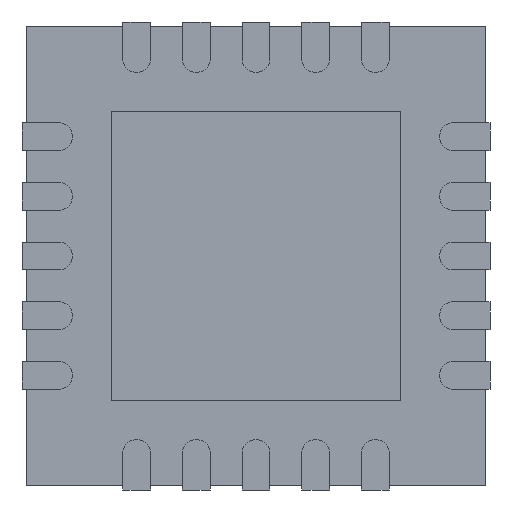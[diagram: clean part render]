
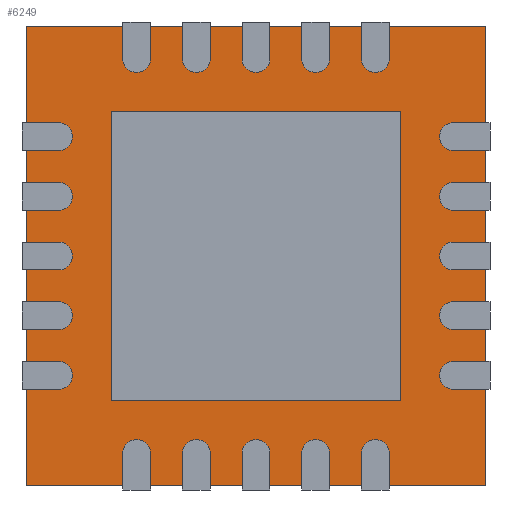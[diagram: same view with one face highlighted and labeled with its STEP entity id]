
A CAD part, front view. The second image highlights one B-rep face of the part: STEP entity #6249.
In plain terms, the highlighted planar face has unit normal (0, -1, 0).
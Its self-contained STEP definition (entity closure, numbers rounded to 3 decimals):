
#6058 = CARTESIAN_POINT ( 'NONE',  ( -2.5, 0.05, -2.5 ) ) ;
#6059 = VERTEX_POINT ( 'NONE', #6058 ) ;
#6060 = CARTESIAN_POINT ( 'NONE',  ( -2.5, 0.05, 2.5 ) ) ;
#6061 = VERTEX_POINT ( 'NONE', #6060 ) ;
#6062 = CARTESIAN_POINT ( 'NONE',  ( -2.5, 0.05, 2.5 ) ) ;
#6063 = DIRECTION ( 'NONE',  ( 0., 0., 1. ) ) ;
#6064 = VECTOR ( 'NONE', #6063, 1000. ) ;
#6065 = LINE ( 'NONE', #6062, #6064 ) ;
#6066 = EDGE_CURVE ( 'NONE', #6059, #6061, #6065, .T. ) ;
#6098 = CARTESIAN_POINT ( 'NONE',  ( 2.5, 0.05, 2.5 ) ) ;
#6099 = VERTEX_POINT ( 'NONE', #6098 ) ;
#6100 = CARTESIAN_POINT ( 'NONE',  ( 2.5, 0.05, 2.5 ) ) ;
#6101 = DIRECTION ( 'NONE',  ( 1., 0., 0. ) ) ;
#6102 = VECTOR ( 'NONE', #6101, 1000. ) ;
#6103 = LINE ( 'NONE', #6100, #6102 ) ;
#6104 = EDGE_CURVE ( 'NONE', #6061, #6099, #6103, .T. ) ;
#6129 = CARTESIAN_POINT ( 'NONE',  ( 2.5, 0.05, -2.5 ) ) ;
#6130 = VERTEX_POINT ( 'NONE', #6129 ) ;
#6131 = CARTESIAN_POINT ( 'NONE',  ( 2.5, 0.05, 2.5 ) ) ;
#6132 = DIRECTION ( 'NONE',  ( 0., 0., -1. ) ) ;
#6133 = VECTOR ( 'NONE', #6132, 1000. ) ;
#6134 = LINE ( 'NONE', #6131, #6133 ) ;
#6135 = EDGE_CURVE ( 'NONE', #6099, #6130, #6134, .T. ) ;
#6160 = CARTESIAN_POINT ( 'NONE',  ( 2.5, 0.05, -2.5 ) ) ;
#6161 = DIRECTION ( 'NONE',  ( -1., 0., 0. ) ) ;
#6162 = VECTOR ( 'NONE', #6161, 1000. ) ;
#6163 = LINE ( 'NONE', #6160, #6162 ) ;
#6164 = EDGE_CURVE ( 'NONE', #6130, #6059, #6163, .T. ) ;
#6204 = CARTESIAN_POINT ( 'NONE',  ( 1.575, 0.05, -1.575 ) ) ;
#6205 = VERTEX_POINT ( 'NONE', #6204 ) ;
#6206 = CARTESIAN_POINT ( 'NONE',  ( 1.575, 0.05, 1.575 ) ) ;
#6207 = VERTEX_POINT ( 'NONE', #6206 ) ;
#6208 = CARTESIAN_POINT ( 'NONE',  ( 1.575, 0.05, -1.575 ) ) ;
#6209 = DIRECTION ( 'NONE',  ( 0., 0., 1. ) ) ;
#6210 = VECTOR ( 'NONE', #6209, 1000. ) ;
#6211 = LINE ( 'NONE', #6208, #6210 ) ;
#6212 = EDGE_CURVE ( 'NONE', #6205, #6207, #6211, .T. ) ;
#6213 = ORIENTED_EDGE ( 'NONE', *, *, #6212, .F. ) ;
#6214 = CARTESIAN_POINT ( 'NONE',  ( -1.575, 0.05, -1.575 ) ) ;
#6215 = VERTEX_POINT ( 'NONE', #6214 ) ;
#6216 = CARTESIAN_POINT ( 'NONE',  ( -1.575, 0.05, -1.575 ) ) ;
#6217 = DIRECTION ( 'NONE',  ( 1., 0., 0. ) ) ;
#6218 = VECTOR ( 'NONE', #6217, 1000. ) ;
#6219 = LINE ( 'NONE', #6216, #6218 ) ;
#6220 = EDGE_CURVE ( 'NONE', #6215, #6205, #6219, .T. ) ;
#6221 = ORIENTED_EDGE ( 'NONE', *, *, #6220, .F. ) ;
#6222 = CARTESIAN_POINT ( 'NONE',  ( -1.575, 0.05, 1.575 ) ) ;
#6223 = VERTEX_POINT ( 'NONE', #6222 ) ;
#6224 = CARTESIAN_POINT ( 'NONE',  ( -1.575, 0.05, -1.575 ) ) ;
#6225 = DIRECTION ( 'NONE',  ( 0., 0., -1. ) ) ;
#6226 = VECTOR ( 'NONE', #6225, 1000. ) ;
#6227 = LINE ( 'NONE', #6224, #6226 ) ;
#6228 = EDGE_CURVE ( 'NONE', #6223, #6215, #6227, .T. ) ;
#6229 = ORIENTED_EDGE ( 'NONE', *, *, #6228, .F. ) ;
#6230 = CARTESIAN_POINT ( 'NONE',  ( -1.575, 0.05, 1.575 ) ) ;
#6231 = DIRECTION ( 'NONE',  ( -1., 0., 0. ) ) ;
#6232 = VECTOR ( 'NONE', #6231, 1000. ) ;
#6233 = LINE ( 'NONE', #6230, #6232 ) ;
#6234 = EDGE_CURVE ( 'NONE', #6207, #6223, #6233, .T. ) ;
#6235 = ORIENTED_EDGE ( 'NONE', *, *, #6234, .F. ) ;
#6236 = EDGE_LOOP ( 'NONE', ( #6213, #6221, #6229, #6235 ) ) ;
#6237 = FACE_BOUND ( 'NONE', #6236, .T. ) ;
#6238 = ORIENTED_EDGE ( 'NONE', *, *, #6066, .F. ) ;
#6239 = ORIENTED_EDGE ( 'NONE', *, *, #6164, .F. ) ;
#6240 = ORIENTED_EDGE ( 'NONE', *, *, #6135, .F. ) ;
#6241 = ORIENTED_EDGE ( 'NONE', *, *, #6104, .F. ) ;
#6242 = EDGE_LOOP ( 'NONE', ( #6238, #6239, #6240, #6241 ) ) ;
#6243 = FACE_OUTER_BOUND ( 'NONE', #6242, .T. ) ;
#6244 = CARTESIAN_POINT ( 'NONE',  ( 0., 0.05, 0. ) ) ;
#6245 = DIRECTION ( 'NONE',  ( 0., 1., 0. ) ) ;
#6246 = DIRECTION ( 'NONE',  ( 0., 0., 1. ) ) ;
#6247 = AXIS2_PLACEMENT_3D ( 'NONE', #6244, #6245, #6246 ) ;
#6248 = PLANE ( 'NONE', #6247 ) ;
#6249 = ADVANCED_FACE ( 'NONE', ( #6237, #6243 ), #6248, .F. ) ;
